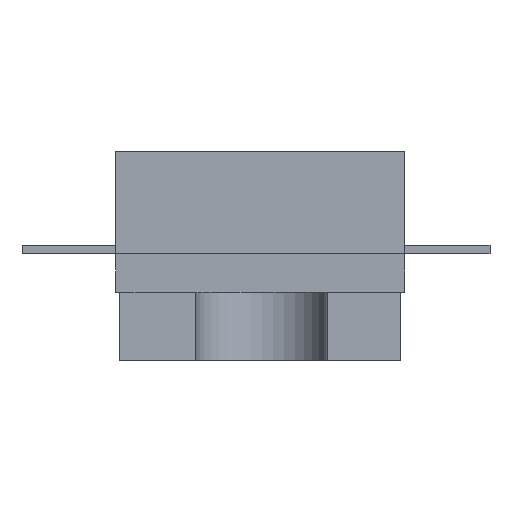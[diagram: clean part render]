
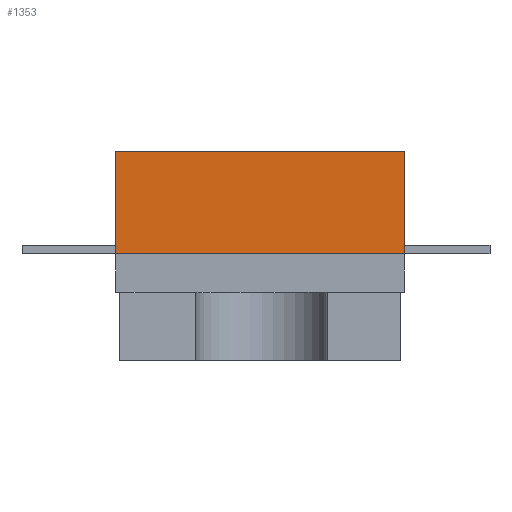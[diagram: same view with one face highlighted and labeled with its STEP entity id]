
A CAD part, left-side view. The second image highlights one B-rep face of the part: STEP entity #1353.
In plain terms, the highlighted planar face has unit normal (-1, 0, 0).
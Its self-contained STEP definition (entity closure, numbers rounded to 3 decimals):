
#1353=ADVANCED_FACE('',(#2959),#2961,.T.);
#2959=FACE_BOUND('',#2960,.T.);
#2960=EDGE_LOOP('',(#4449,#4450,#4451,#4452));
#2961=PLANE('',#2962);
#2962=AXIS2_PLACEMENT_3D('',#2963,#2964,#2965);
#2963=CARTESIAN_POINT('',(-4.301,3.4,2.5));
#2964=DIRECTION('',(-1.,0.,0.));
#2965=DIRECTION('',(0.,-1.,0.));
#4449=ORIENTED_EDGE('',*,*,#5346,.T.);
#4450=ORIENTED_EDGE('',*,*,#5347,.T.);
#4451=ORIENTED_EDGE('',*,*,#4945,.F.);
#4452=ORIENTED_EDGE('',*,*,#5348,.F.);
#4945=EDGE_CURVE('',#5559,#5560,#5561,.T.);
#5346=EDGE_CURVE('',#6221,#6222,#6223,.T.);
#5347=EDGE_CURVE('',#6222,#5560,#6224,.T.);
#5348=EDGE_CURVE('',#6221,#5559,#6225,.T.);
#5559=VERTEX_POINT('',#6590);
#5560=VERTEX_POINT('',#6591);
#5561=LINE('',#6592,#6593);
#6221=VERTEX_POINT('',#8084);
#6222=VERTEX_POINT('',#8085);
#6223=LINE('',#8086,#8087);
#6224=LINE('',#8089,#8090);
#6225=LINE('',#8092,#8093);
#6590=CARTESIAN_POINT('',(-4.301,3.4,4.9));
#6591=CARTESIAN_POINT('',(-4.301,-3.4,4.9));
#6592=CARTESIAN_POINT('',(-4.301,3.4,4.9));
#6593=VECTOR('',#6594,1.);
#6594=DIRECTION('',(0.,-1.,0.));
#8084=CARTESIAN_POINT('',(-4.301,3.4,2.5));
#8085=CARTESIAN_POINT('',(-4.301,-3.4,2.5));
#8086=CARTESIAN_POINT('',(-4.301,3.4,2.5));
#8087=VECTOR('',#8088,1.);
#8088=DIRECTION('',(0.,-1.,0.));
#8089=CARTESIAN_POINT('',(-4.301,-3.4,2.5));
#8090=VECTOR('',#8091,1.);
#8091=DIRECTION('',(0.,0.,1.));
#8092=CARTESIAN_POINT('',(-4.301,3.4,2.5));
#8093=VECTOR('',#8094,1.);
#8094=DIRECTION('',(0.,0.,1.));
